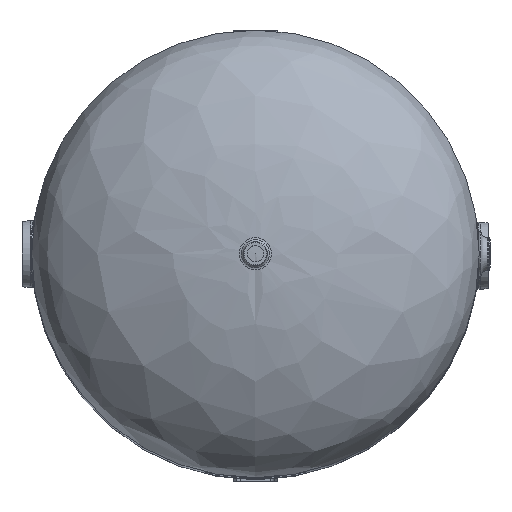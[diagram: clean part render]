
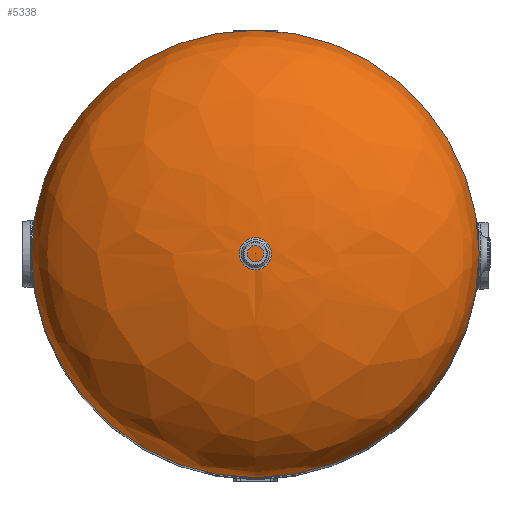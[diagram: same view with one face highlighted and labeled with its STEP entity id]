
A CAD part, top view. The second image highlights one B-rep face of the part: STEP entity #5338.
In plain terms, the highlighted free-form (B-spline) face has degree [2, 2] with [3, 9] control points.
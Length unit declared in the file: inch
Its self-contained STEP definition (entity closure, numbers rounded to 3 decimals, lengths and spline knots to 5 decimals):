
#145=ELLIPSE('',#5890,10.,5.0935);
#147=(
BOUNDED_SURFACE()
B_SPLINE_SURFACE(2,2,((#8351,#8352,#8353,#8354,#8355,#8356,#8357,#8358,
#8359),(#8360,#8361,#8362,#8363,#8364,#8365,#8366,#8367,#8368),(#8369,#8370,
#8371,#8372,#8373,#8374,#8375,#8376,#8377)),.UNSPECIFIED.,.F.,.T.,.F.)
B_SPLINE_SURFACE_WITH_KNOTS((3,3),(3,2,2,2,3),(0.,1.5708),(0.,
1.5708,3.14159,4.71239,6.28319),
 .UNSPECIFIED.)
GEOMETRIC_REPRESENTATION_ITEM()
RATIONAL_B_SPLINE_SURFACE(((1.,0.707,1.,0.707,1.,
0.707,1.,0.707,1.),(0.707,0.5,0.707,
0.5,0.707,0.5,0.707,0.5,0.707),(1.,
0.707,1.,0.707,1.,0.707,1.,0.707,
1.)))
REPRESENTATION_ITEM('')
SURFACE()
);
#309=CIRCLE('',#5880,10.);
#310=CIRCLE('',#5881,10.);
#681=FACE_OUTER_BOUND('',#991,.T.);
#991=EDGE_LOOP('',(#3760,#3761,#3762,#3763));
#2259=VERTEX_POINT('',#8332);
#2260=VERTEX_POINT('',#8334);
#2266=VERTEX_POINT('',#8378);
#2848=EDGE_CURVE('',#2259,#2260,#309,.T.);
#2849=EDGE_CURVE('',#2260,#2259,#310,.T.);
#2857=EDGE_CURVE('',#2266,#2260,#145,.T.);
#3760=ORIENTED_EDGE('',*,*,#2857,.T.);
#3761=ORIENTED_EDGE('',*,*,#2848,.F.);
#3762=ORIENTED_EDGE('',*,*,#2849,.F.);
#3763=ORIENTED_EDGE('',*,*,#2857,.F.);
#5338=ADVANCED_FACE('',(#681),#147,.T.);
#5880=AXIS2_PLACEMENT_3D('',#8335,#6457,#6458);
#5881=AXIS2_PLACEMENT_3D('',#8336,#6459,#6460);
#5890=AXIS2_PLACEMENT_3D('',#8379,#6478,#6479);
#6457=DIRECTION('center_axis',(0.,-1.,0.));
#6458=DIRECTION('ref_axis',(1.,0.,0.));
#6459=DIRECTION('center_axis',(0.,-1.,0.));
#6460=DIRECTION('ref_axis',(1.,0.,0.));
#6478=DIRECTION('center_axis',(0.,0.,-1.));
#6479=DIRECTION('ref_axis',(1.,0.,0.));
#8332=CARTESIAN_POINT('',(-10.,0.,0.));
#8334=CARTESIAN_POINT('',(10.,0.,0.));
#8335=CARTESIAN_POINT('Origin',(0.,0.,0.));
#8336=CARTESIAN_POINT('Origin',(0.,0.,0.));
#8351=CARTESIAN_POINT('Ctrl Pts',(10.,0.,0.));
#8352=CARTESIAN_POINT('Ctrl Pts',(10.,0.,10.));
#8353=CARTESIAN_POINT('Ctrl Pts',(0.,0.,10.));
#8354=CARTESIAN_POINT('Ctrl Pts',(-10.,0.,10.));
#8355=CARTESIAN_POINT('Ctrl Pts',(-10.,0.,0.));
#8356=CARTESIAN_POINT('Ctrl Pts',(-10.,0.,-10.));
#8357=CARTESIAN_POINT('Ctrl Pts',(0.,0.,-10.));
#8358=CARTESIAN_POINT('Ctrl Pts',(10.,0.,-10.));
#8359=CARTESIAN_POINT('Ctrl Pts',(10.,0.,0.));
#8360=CARTESIAN_POINT('Ctrl Pts',(10.,5.0935,0.));
#8361=CARTESIAN_POINT('Ctrl Pts',(10.,5.0935,10.));
#8362=CARTESIAN_POINT('Ctrl Pts',(0.,5.0935,10.));
#8363=CARTESIAN_POINT('Ctrl Pts',(-10.,5.0935,10.));
#8364=CARTESIAN_POINT('Ctrl Pts',(-10.,5.0935,0.));
#8365=CARTESIAN_POINT('Ctrl Pts',(-10.,5.0935,-10.));
#8366=CARTESIAN_POINT('Ctrl Pts',(0.,5.0935,-10.));
#8367=CARTESIAN_POINT('Ctrl Pts',(10.,5.0935,-10.));
#8368=CARTESIAN_POINT('Ctrl Pts',(10.,5.0935,0.));
#8369=CARTESIAN_POINT('Ctrl Pts',(0.,5.0935,0.));
#8370=CARTESIAN_POINT('Ctrl Pts',(0.,5.0935,0.));
#8371=CARTESIAN_POINT('Ctrl Pts',(0.,5.0935,0.));
#8372=CARTESIAN_POINT('Ctrl Pts',(0.,5.0935,0.));
#8373=CARTESIAN_POINT('Ctrl Pts',(0.,5.0935,0.));
#8374=CARTESIAN_POINT('Ctrl Pts',(0.,5.0935,0.));
#8375=CARTESIAN_POINT('Ctrl Pts',(0.,5.0935,0.));
#8376=CARTESIAN_POINT('Ctrl Pts',(0.,5.0935,0.));
#8377=CARTESIAN_POINT('Ctrl Pts',(0.,5.0935,0.));
#8378=CARTESIAN_POINT('',(0.,5.0935,0.));
#8379=CARTESIAN_POINT('Origin',(0.,0.,0.));
